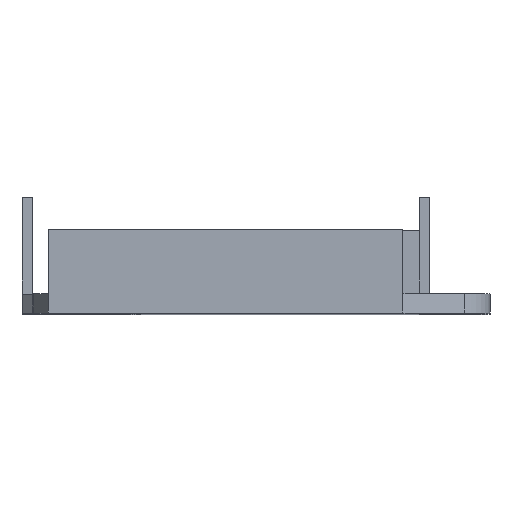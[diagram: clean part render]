
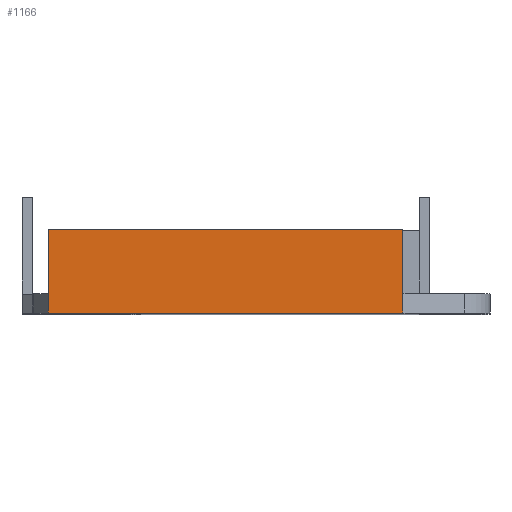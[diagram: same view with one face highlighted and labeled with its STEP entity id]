
A CAD part, top view. The second image highlights one B-rep face of the part: STEP entity #1166.
In plain terms, the highlighted planar face has unit normal (0, 0, 1).
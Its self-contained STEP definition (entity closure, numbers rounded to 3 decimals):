
#81=PLANE('',#1271);
#141=FACE_OUTER_BOUND('',#209,.T.);
#209=EDGE_LOOP('',(#1055,#1056,#1057,#1058,#1059,#1060));
#269=LINE('',#1752,#400);
#335=LINE('',#1887,#466);
#341=LINE('',#1898,#472);
#342=LINE('',#1900,#473);
#348=LINE('',#1913,#479);
#349=LINE('',#1915,#480);
#400=VECTOR('',#1421,10.);
#466=VECTOR('',#1555,10.);
#472=VECTOR('',#1565,10.);
#473=VECTOR('',#1568,10.);
#479=VECTOR('',#1582,10.);
#480=VECTOR('',#1585,10.);
#524=VERTEX_POINT('',#1619);
#527=VERTEX_POINT('',#1625);
#573=VERTEX_POINT('',#1751);
#608=VERTEX_POINT('',#1886);
#611=VERTEX_POINT('',#1896);
#614=VERTEX_POINT('',#1911);
#692=EDGE_CURVE('',#527,#573,#269,.T.);
#761=EDGE_CURVE('',#524,#608,#335,.T.);
#767=EDGE_CURVE('',#527,#611,#341,.T.);
#768=EDGE_CURVE('',#608,#611,#342,.T.);
#774=EDGE_CURVE('',#524,#614,#348,.T.);
#775=EDGE_CURVE('',#573,#614,#349,.T.);
#1055=ORIENTED_EDGE('',*,*,#774,.T.);
#1056=ORIENTED_EDGE('',*,*,#775,.F.);
#1057=ORIENTED_EDGE('',*,*,#692,.F.);
#1058=ORIENTED_EDGE('',*,*,#767,.T.);
#1059=ORIENTED_EDGE('',*,*,#768,.F.);
#1060=ORIENTED_EDGE('',*,*,#761,.F.);
#1166=ADVANCED_FACE('',(#141),#81,.T.);
#1271=AXIS2_PLACEMENT_3D('',#1914,#1583,#1584);
#1421=DIRECTION('',(0.,-1.,0.));
#1555=DIRECTION('',(0.,1.,0.));
#1565=DIRECTION('',(0.,1.,0.));
#1568=DIRECTION('',(1.,0.,0.));
#1582=DIRECTION('',(0.,-1.,0.));
#1583=DIRECTION('center_axis',(0.,0.,1.));
#1584=DIRECTION('ref_axis',(-1.,0.,0.));
#1585=DIRECTION('',(-1.,0.,0.));
#1619=CARTESIAN_POINT('',(16.5,-10.255,45.915));
#1625=CARTESIAN_POINT('',(71.5,-10.255,45.915));
#1751=CARTESIAN_POINT('',(71.5,-13.255,45.915));
#1752=CARTESIAN_POINT('',(71.5,-10.255,45.915));
#1886=CARTESIAN_POINT('',(16.5,-0.255,45.915));
#1887=CARTESIAN_POINT('',(16.5,-10.255,45.915));
#1896=CARTESIAN_POINT('',(71.5,-0.255,45.915));
#1898=CARTESIAN_POINT('',(71.5,-10.255,45.915));
#1900=CARTESIAN_POINT('',(71.5,-0.255,45.915));
#1911=CARTESIAN_POINT('',(16.5,-13.255,45.915));
#1913=CARTESIAN_POINT('',(16.5,-10.255,45.915));
#1914=CARTESIAN_POINT('Origin',(71.5,-10.255,45.915));
#1915=CARTESIAN_POINT('',(71.5,-13.255,45.915));
